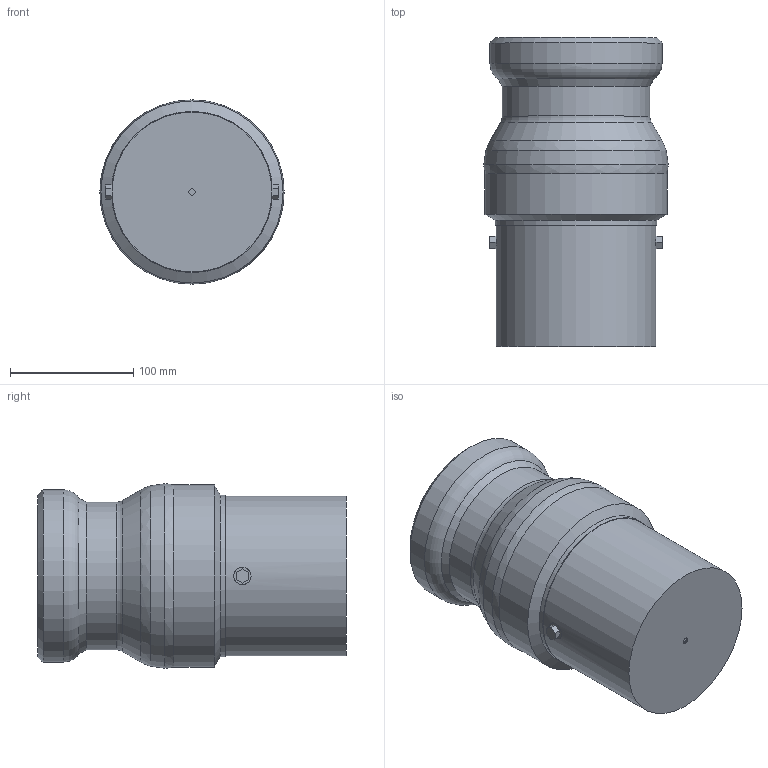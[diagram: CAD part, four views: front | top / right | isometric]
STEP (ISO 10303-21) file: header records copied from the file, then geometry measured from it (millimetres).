
FILE_DESCRIPTION(/* description */ ('STEP AP203'),/* implementation_level */ '2;1');
FILE_NAME(/* name */ 'socla_102_149B 2769',/* time_stamp */ '2023-06-16T13:34:17+02:00',/* author */ ('License CC BY-ND 4.0'),/* organization */ ('CADENAS'),/* preprocessor_version */ 'ST-DEVELOPER v19.3',/* originating_system */ 'PARTsolutions',/* authorisation */ ' ');
FILE_SCHEMA (('CONFIG_CONTROL_DESIGN'));
Length unit declared in the file: millimetre
Products named in the file (1): socla_102_149B 2769
Bounding box: 149.78 x 251 x 149.78 mm (x, y, z)
Volume: 1403157.2 mm3; surface area: 282243.8 mm2
Topology: 1 solids, 1 shells, 90 faces, 163 edges, 97 vertices
Faces by surface type: plane 36, cylinder 22, cone 18, torus 14
Full cylindrical faces by diameter (mm): 5 x1, 24 x1, 52 x1, 79.9 x1, 82 x1, 82.5 x1, 93 x1, 97 x1, 110 x1, 110.4 x2, 116 x1, 120 x1, 125 x1, 130 x1, 131 x1, 140 x1, 148 x1
Entity records: 2616 total; most frequent: DIRECTION 364, CARTESIAN_POINT 341, ORIENTED_EDGE 226, AXIS2_PLACEMENT_3D 164, EDGE_LOOP 162, FACE_BOUND 162, EDGE_CURVE 113, VERTEX_POINT 97
